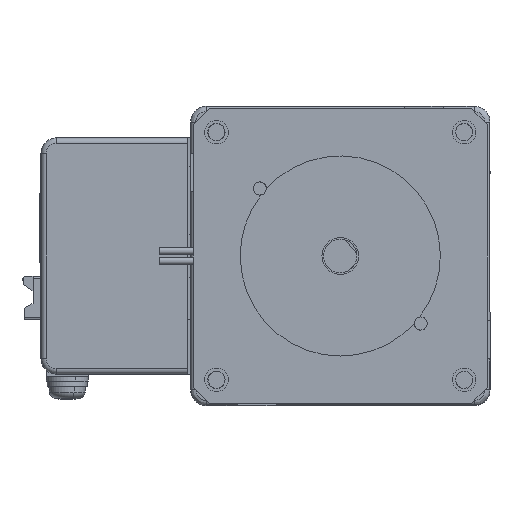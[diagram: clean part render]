
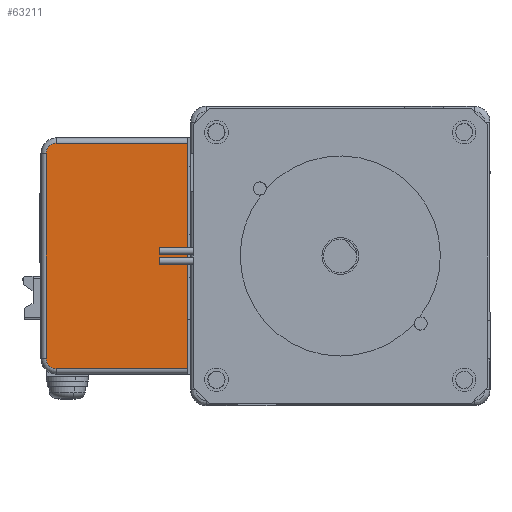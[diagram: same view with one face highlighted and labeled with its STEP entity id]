
A CAD part, left-side view. The second image highlights one B-rep face of the part: STEP entity #63211.
In plain terms, the highlighted planar face has unit normal (-1, 0, 0).
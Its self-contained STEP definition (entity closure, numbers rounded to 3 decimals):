
#1946 = EDGE_CURVE ( 'NONE', #67281, #3820, #98465, .T. ) ;
#3820 = VERTEX_POINT ( 'NONE', #10922 ) ;
#10172 = CARTESIAN_POINT ( 'NONE',  ( -47., 84.5, 0. ) ) ;
#10922 = CARTESIAN_POINT ( 'NONE',  ( -47., 57.5, -50. ) ) ;
#11617 = DIRECTION ( 'NONE',  ( 0., 0., -1. ) ) ;
#16096 = DIRECTION ( 'NONE',  ( 0., -1., 0. ) ) ;
#20630 = EDGE_CURVE ( 'NONE', #134672, #67281, #161583, .T. ) ;
#22282 = CIRCLE ( 'NONE', #104847, 2. ) ;
#25912 = DIRECTION ( 'NONE',  ( -1., 0., 0. ) ) ;
#27222 = CARTESIAN_POINT ( 'NONE',  ( -47., 57.5, 0. ) ) ;
#30732 = AXIS2_PLACEMENT_3D ( 'NONE', #75610, #47747, #145685 ) ;
#36160 = VECTOR ( 'NONE', #99210, 1000. ) ;
#39643 = CARTESIAN_POINT ( 'NONE',  ( -47., 82.5, -7. ) ) ;
#46306 = CARTESIAN_POINT ( 'NONE',  ( -47., 84.5, -48. ) ) ;
#47747 = DIRECTION ( 'NONE',  ( 1., 0., 0. ) ) ;
#48101 = LINE ( 'NONE', #39643, #108033 ) ;
#50413 = CARTESIAN_POINT ( 'NONE',  ( -47., 84.5, -9. ) ) ;
#52407 = EDGE_CURVE ( 'NONE', #160815, #134672, #153849, .T. ) ;
#53549 = AXIS2_PLACEMENT_3D ( 'NONE', #110352, #25912, #11617 ) ;
#55305 = CARTESIAN_POINT ( 'NONE',  ( -47., 82.5, -9. ) ) ;
#63211 = ADVANCED_FACE ( 'NONE', ( #148655 ), #174823, .F. ) ;
#63734 = CARTESIAN_POINT ( 'NONE',  ( -47., 57.5, -7. ) ) ;
#65990 = CARTESIAN_POINT ( 'NONE',  ( -47., 82.5, -50. ) ) ;
#67281 = VERTEX_POINT ( 'NONE', #65990 ) ;
#68039 = EDGE_CURVE ( 'NONE', #138926, #3820, #127130, .T. ) ;
#69513 = DIRECTION ( 'NONE',  ( -1., 0., 0. ) ) ;
#70794 = ORIENTED_EDGE ( 'NONE', *, *, #100275, .T. ) ;
#71991 = CARTESIAN_POINT ( 'NONE',  ( -47., 0., -50. ) ) ;
#75610 = CARTESIAN_POINT ( 'NONE',  ( -47., 0., 0. ) ) ;
#91667 = ORIENTED_EDGE ( 'NONE', *, *, #92070, .T. ) ;
#92070 = EDGE_CURVE ( 'NONE', #138926, #170667, #48101, .T. ) ;
#94153 = ORIENTED_EDGE ( 'NONE', *, *, #1946, .T. ) ;
#95838 = DIRECTION ( 'NONE',  ( 0., 0., -1. ) ) ;
#98465 = LINE ( 'NONE', #71991, #169421 ) ;
#99210 = DIRECTION ( 'NONE',  ( 0., 0., -1. ) ) ;
#100275 = EDGE_CURVE ( 'NONE', #170667, #160815, #22282, .T. ) ;
#104847 = AXIS2_PLACEMENT_3D ( 'NONE', #55305, #69513, #182398 ) ;
#108033 = VECTOR ( 'NONE', #166143, 1000. ) ;
#109433 = CARTESIAN_POINT ( 'NONE',  ( -47., 82.5, -7. ) ) ;
#110352 = CARTESIAN_POINT ( 'NONE',  ( -47., 82.5, -48. ) ) ;
#127130 = LINE ( 'NONE', #27222, #36160 ) ;
#134672 = VERTEX_POINT ( 'NONE', #46306 ) ;
#138926 = VERTEX_POINT ( 'NONE', #63734 ) ;
#145685 = DIRECTION ( 'NONE',  ( 0., 0., -1. ) ) ;
#148655 = FACE_OUTER_BOUND ( 'NONE', #160287, .T. ) ;
#153849 = LINE ( 'NONE', #10172, #167193 ) ;
#160287 = EDGE_LOOP ( 'NONE', ( #167810, #94153, #176963, #91667, #70794, #162709 ) ) ;
#160815 = VERTEX_POINT ( 'NONE', #50413 ) ;
#161583 = CIRCLE ( 'NONE', #53549, 2. ) ;
#162709 = ORIENTED_EDGE ( 'NONE', *, *, #52407, .T. ) ;
#166143 = DIRECTION ( 'NONE',  ( 0., 1., 0. ) ) ;
#167193 = VECTOR ( 'NONE', #95838, 1000. ) ;
#167810 = ORIENTED_EDGE ( 'NONE', *, *, #20630, .T. ) ;
#169421 = VECTOR ( 'NONE', #16096, 1000. ) ;
#170667 = VERTEX_POINT ( 'NONE', #109433 ) ;
#174823 = PLANE ( 'NONE',  #30732 ) ;
#176963 = ORIENTED_EDGE ( 'NONE', *, *, #68039, .F. ) ;
#182398 = DIRECTION ( 'NONE',  ( 0., 0., -1. ) ) ;
